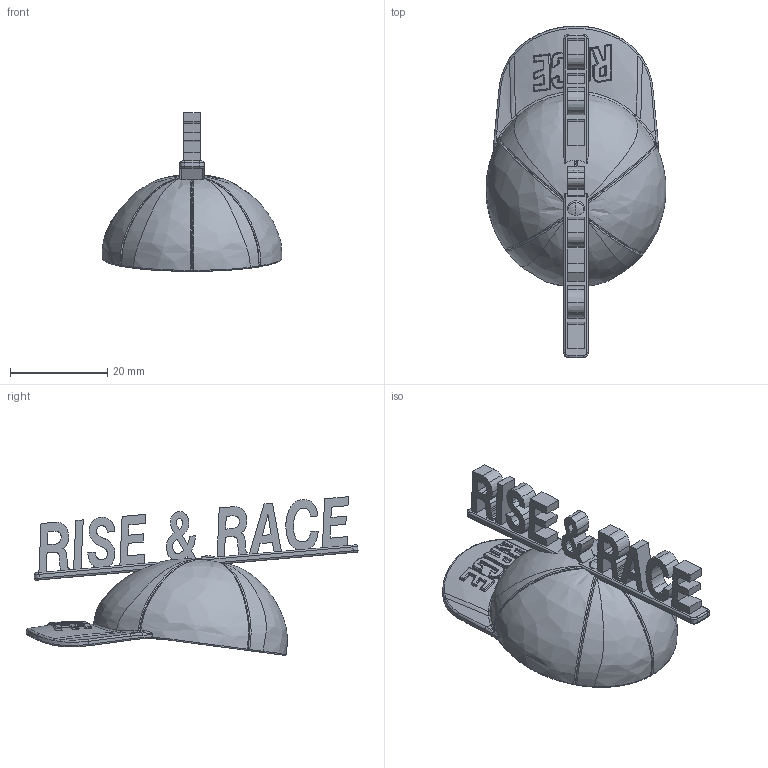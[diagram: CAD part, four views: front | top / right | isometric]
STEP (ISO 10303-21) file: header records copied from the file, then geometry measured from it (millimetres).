
FILE_DESCRIPTION((''),'2;1');
FILE_NAME('KAPPE_12','2020-01-13T',('tmatzinger'),(''),'PRO/ENGINEER BY PARAMETRIC TECHNOLOGY CORPORATION, 2016240','PRO/ENGINEER BY PARAMETRIC TECHNOLOGY CORPORATION, 2016240','');
FILE_SCHEMA(('AUTOMOTIVE_DESIGN { 1 0 10303 214 1 1 1 1 }'));
Products named in the file (1): KAPPE_12
Bounding box: 36.94 x 68.16 x 32.58 mm (x, y, z)
Volume: 7301.8 mm3; surface area: 9402.4 mm2
Topology: 1 solids, 2 shells, 736 faces, 1826 edges, 1098 vertices
Faces by surface type: bspline 371, plane 151, extrusion 98, cylinder 71, sphere 27, torus 16, cone 2
Entity records: 51537 total; most frequent: CARTESIAN_POINT 31670, ORIENTED_EDGE 3640, PRESENTATION_STYLE_ASSIGNMENT 1821, STYLED_ITEM 1821, CURVE_STYLE 1820, EDGE_CURVE 1820, DIRECTION 1713, B_SPLINE_CURVE_WITH_KNOTS 1137
